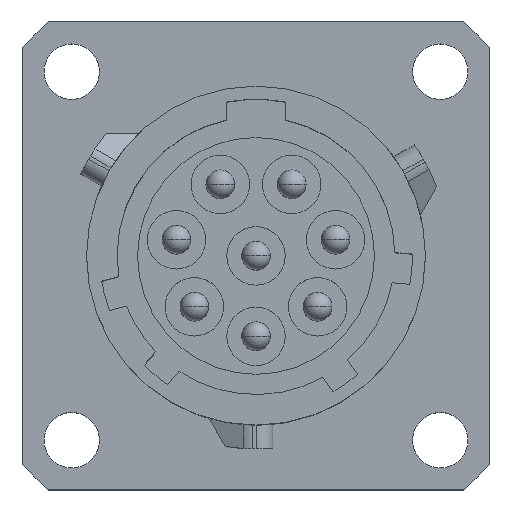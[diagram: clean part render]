
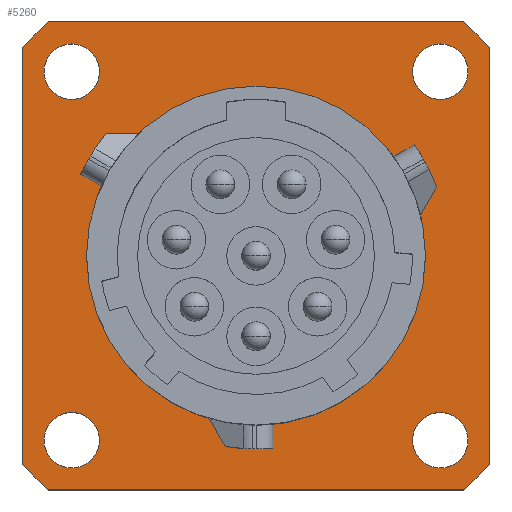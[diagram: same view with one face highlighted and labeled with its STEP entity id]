
A CAD part, top view. The second image highlights one B-rep face of the part: STEP entity #5260.
In plain terms, the highlighted planar face has unit normal (0, 0, 1).
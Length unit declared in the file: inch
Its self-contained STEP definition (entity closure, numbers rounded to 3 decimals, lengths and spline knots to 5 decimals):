
#89=CARTESIAN_POINT('',(0.,0.,0.));
#90=DIRECTION('',(0.,0.,-1.));
#91=DIRECTION('',(1.,0.,0.));
#92=AXIS2_PLACEMENT_3D('',#89,#90,#91);
#139=CARTESIAN_POINT('',(0.,0.,0.));
#140=DIRECTION('',(0.,0.,1.));
#141=DIRECTION('',(1.,0.,0.));
#142=AXIS2_PLACEMENT_3D('',#139,#140,#141);
#218=DIRECTION('',(1.,0.,0.));
#219=VECTOR('',#218,0.91455);
#220=CARTESIAN_POINT('',(-0.45727,0.51535,0.));
#221=LINE('',#220,#219);
#222=CARTESIAN_POINT('',(0.,0.,0.));
#223=DIRECTION('',(0.,0.,-1.));
#224=DIRECTION('',(0.664,0.748,0.));
#225=AXIS2_PLACEMENT_3D('',#222,#223,#224);
#227=DIRECTION('',(0.,-1.,0.));
#228=VECTOR('',#227,0.91455);
#229=CARTESIAN_POINT('',(0.51535,0.45727,0.));
#230=LINE('',#229,#228);
#231=CARTESIAN_POINT('',(0.,0.,0.));
#232=DIRECTION('',(0.,0.,-1.));
#233=DIRECTION('',(0.748,-0.664,0.));
#234=AXIS2_PLACEMENT_3D('',#231,#232,#233);
#236=DIRECTION('',(-1.,0.,0.));
#237=VECTOR('',#236,0.91455);
#238=CARTESIAN_POINT('',(0.45727,-0.51535,0.));
#239=LINE('',#238,#237);
#240=CARTESIAN_POINT('',(0.,0.,0.));
#241=DIRECTION('',(0.,0.,-1.));
#242=DIRECTION('',(-0.664,-0.748,0.));
#243=AXIS2_PLACEMENT_3D('',#240,#241,#242);
#245=DIRECTION('',(0.,1.,0.));
#246=VECTOR('',#245,0.91455);
#247=CARTESIAN_POINT('',(-0.51535,-0.45727,0.));
#248=LINE('',#247,#246);
#249=CARTESIAN_POINT('',(0.,0.,0.));
#250=DIRECTION('',(0.,0.,-1.));
#251=DIRECTION('',(-0.748,0.664,0.));
#252=AXIS2_PLACEMENT_3D('',#249,#250,#251);
#254=CARTESIAN_POINT('',(0.40591,0.40591,0.));
#255=DIRECTION('',(0.,0.,1.));
#256=DIRECTION('',(1.,0.,0.));
#257=AXIS2_PLACEMENT_3D('',#254,#255,#256);
#259=CARTESIAN_POINT('',(0.40591,0.40591,0.));
#260=DIRECTION('',(0.,0.,1.));
#261=DIRECTION('',(-1.,0.,0.));
#262=AXIS2_PLACEMENT_3D('',#259,#260,#261);
#264=CARTESIAN_POINT('',(0.40591,-0.40591,0.));
#265=DIRECTION('',(0.,0.,1.));
#266=DIRECTION('',(1.,0.,0.));
#267=AXIS2_PLACEMENT_3D('',#264,#265,#266);
#269=CARTESIAN_POINT('',(0.40591,-0.40591,0.));
#270=DIRECTION('',(0.,0.,1.));
#271=DIRECTION('',(-1.,0.,0.));
#272=AXIS2_PLACEMENT_3D('',#269,#270,#271);
#274=CARTESIAN_POINT('',(-0.40591,-0.40591,0.));
#275=DIRECTION('',(0.,0.,1.));
#276=DIRECTION('',(1.,0.,0.));
#277=AXIS2_PLACEMENT_3D('',#274,#275,#276);
#279=CARTESIAN_POINT('',(-0.40591,-0.40591,0.));
#280=DIRECTION('',(0.,0.,1.));
#281=DIRECTION('',(-1.,0.,0.));
#282=AXIS2_PLACEMENT_3D('',#279,#280,#281);
#284=CARTESIAN_POINT('',(-0.40591,0.40591,0.));
#285=DIRECTION('',(0.,0.,1.));
#286=DIRECTION('',(1.,0.,0.));
#287=AXIS2_PLACEMENT_3D('',#284,#285,#286);
#289=CARTESIAN_POINT('',(-0.40591,0.40591,0.));
#290=DIRECTION('',(0.,0.,1.));
#291=DIRECTION('',(-1.,0.,0.));
#292=AXIS2_PLACEMENT_3D('',#289,#290,#291);
#4383=CARTESIAN_POINT('',(0.37323,0.,0.));
#4385=VERTEX_POINT('',#4383);
#4395=CARTESIAN_POINT('',(-0.37323,0.,0.));
#4397=VERTEX_POINT('',#4395);
#4684=CARTESIAN_POINT('',(-0.45727,0.51535,0.));
#4685=CARTESIAN_POINT('',(0.45727,0.51535,0.));
#4686=VERTEX_POINT('',#4684);
#4687=VERTEX_POINT('',#4685);
#4688=CARTESIAN_POINT('',(0.51535,0.45727,0.));
#4689=CARTESIAN_POINT('',(0.51535,-0.45727,0.));
#4690=VERTEX_POINT('',#4688);
#4691=VERTEX_POINT('',#4689);
#4692=CARTESIAN_POINT('',(0.45727,-0.51535,0.));
#4693=CARTESIAN_POINT('',(-0.45727,-0.51535,0.));
#4694=VERTEX_POINT('',#4692);
#4695=VERTEX_POINT('',#4693);
#4696=CARTESIAN_POINT('',(-0.51535,-0.45727,0.));
#4697=CARTESIAN_POINT('',(-0.51535,0.45727,0.));
#4698=VERTEX_POINT('',#4696);
#4699=VERTEX_POINT('',#4697);
#4716=CARTESIAN_POINT('',(0.46693,0.40591,0.));
#4717=CARTESIAN_POINT('',(0.34488,0.40591,0.));
#4718=VERTEX_POINT('',#4716);
#4719=VERTEX_POINT('',#4717);
#4720=CARTESIAN_POINT('',(0.46693,-0.40591,0.));
#4721=CARTESIAN_POINT('',(0.34488,-0.40591,0.));
#4722=VERTEX_POINT('',#4720);
#4723=VERTEX_POINT('',#4721);
#4724=CARTESIAN_POINT('',(-0.34488,-0.40591,0.));
#4725=CARTESIAN_POINT('',(-0.46693,-0.40591,0.));
#4726=VERTEX_POINT('',#4724);
#4727=VERTEX_POINT('',#4725);
#4728=CARTESIAN_POINT('',(-0.34488,0.40591,0.));
#4729=CARTESIAN_POINT('',(-0.46693,0.40591,0.));
#4730=VERTEX_POINT('',#4728);
#4731=VERTEX_POINT('',#4729);
#5209=CARTESIAN_POINT('',(0.,0.,0.));
#5210=DIRECTION('',(0.,0.,-1.));
#5211=DIRECTION('',(-1.,0.,0.));
#5212=AXIS2_PLACEMENT_3D('',#5209,#5210,#5211);
#5213=PLANE('',#5212);
#5215=ORIENTED_EDGE('',*,*,#5214,.T.);
#5217=ORIENTED_EDGE('',*,*,#5216,.T.);
#5219=ORIENTED_EDGE('',*,*,#5218,.T.);
#5221=ORIENTED_EDGE('',*,*,#5220,.T.);
#5223=ORIENTED_EDGE('',*,*,#5222,.T.);
#5225=ORIENTED_EDGE('',*,*,#5224,.T.);
#5227=ORIENTED_EDGE('',*,*,#5226,.T.);
#5229=ORIENTED_EDGE('',*,*,#5228,.T.);
#5230=EDGE_LOOP('',(#5215,#5217,#5219,#5221,#5223,#5225,#5227,#5229));
#5231=FACE_OUTER_BOUND('',#5230,.F.);
#5232=ORIENTED_EDGE('',*,*,#5160,.T.);
#5233=ORIENTED_EDGE('',*,*,#5122,.F.);
#5234=EDGE_LOOP('',(#5232,#5233));
#5235=FACE_BOUND('',#5234,.F.);
#5237=ORIENTED_EDGE('',*,*,#5236,.T.);
#5239=ORIENTED_EDGE('',*,*,#5238,.T.);
#5240=EDGE_LOOP('',(#5237,#5239));
#5241=FACE_BOUND('',#5240,.F.);
#5243=ORIENTED_EDGE('',*,*,#5242,.T.);
#5245=ORIENTED_EDGE('',*,*,#5244,.T.);
#5246=EDGE_LOOP('',(#5243,#5245));
#5247=FACE_BOUND('',#5246,.F.);
#5249=ORIENTED_EDGE('',*,*,#5248,.T.);
#5251=ORIENTED_EDGE('',*,*,#5250,.T.);
#5252=EDGE_LOOP('',(#5249,#5251));
#5253=FACE_BOUND('',#5252,.F.);
#5255=ORIENTED_EDGE('',*,*,#5254,.T.);
#5257=ORIENTED_EDGE('',*,*,#5256,.T.);
#5258=EDGE_LOOP('',(#5255,#5257));
#5259=FACE_BOUND('',#5258,.F.);
#5260=ADVANCED_FACE('',(#5231,#5235,#5241,#5247,#5253,#5259),#5213,.F.);
#93=CIRCLE('',#92,0.37323);
#143=CIRCLE('',#142,0.37323);
#226=CIRCLE('',#225,0.68898);
#235=CIRCLE('',#234,0.68898);
#244=CIRCLE('',#243,0.68898);
#253=CIRCLE('',#252,0.68898);
#258=CIRCLE('',#257,0.06102);
#263=CIRCLE('',#262,0.06102);
#268=CIRCLE('',#267,0.06102);
#273=CIRCLE('',#272,0.06102);
#278=CIRCLE('',#277,0.06102);
#283=CIRCLE('',#282,0.06102);
#288=CIRCLE('',#287,0.06102);
#293=CIRCLE('',#292,0.06102);
#5122=EDGE_CURVE('',#4385,#4397,#93,.T.);
#5160=EDGE_CURVE('',#4385,#4397,#143,.T.);
#5214=EDGE_CURVE('',#4686,#4687,#221,.T.);
#5216=EDGE_CURVE('',#4687,#4690,#226,.T.);
#5218=EDGE_CURVE('',#4690,#4691,#230,.T.);
#5220=EDGE_CURVE('',#4691,#4694,#235,.T.);
#5222=EDGE_CURVE('',#4694,#4695,#239,.T.);
#5224=EDGE_CURVE('',#4695,#4698,#244,.T.);
#5226=EDGE_CURVE('',#4698,#4699,#248,.T.);
#5228=EDGE_CURVE('',#4699,#4686,#253,.T.);
#5236=EDGE_CURVE('',#4718,#4719,#258,.T.);
#5238=EDGE_CURVE('',#4719,#4718,#263,.T.);
#5242=EDGE_CURVE('',#4722,#4723,#268,.T.);
#5244=EDGE_CURVE('',#4723,#4722,#273,.T.);
#5248=EDGE_CURVE('',#4726,#4727,#278,.T.);
#5250=EDGE_CURVE('',#4727,#4726,#283,.T.);
#5254=EDGE_CURVE('',#4730,#4731,#288,.T.);
#5256=EDGE_CURVE('',#4731,#4730,#293,.T.);
